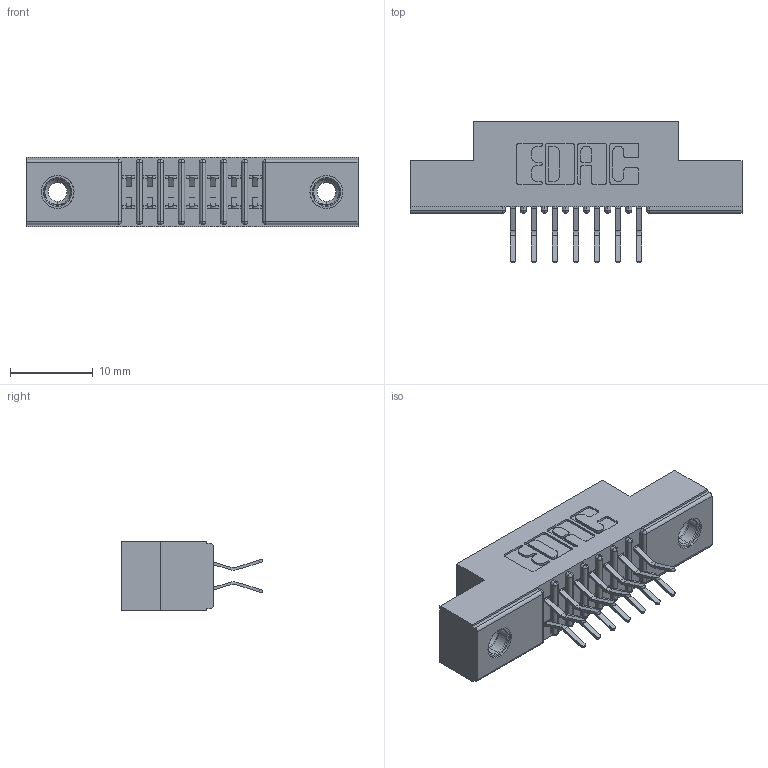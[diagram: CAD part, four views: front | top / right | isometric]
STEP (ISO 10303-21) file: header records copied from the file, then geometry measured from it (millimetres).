
FILE_DESCRIPTION (( 'STEP AP203' ), '1' );
FILE_NAME ('341-014-556-208.STEP', '2018-08-06T15:20:28', ( '' ), ( '' ), 'SwSTEP 2.0', 'SolidWorks 2016', '' );
FILE_SCHEMA (( 'CONFIG_CONTROL_DESIGN' ));
Length unit declared in the file: inch
Products named in the file (4): 341-292-001_341-292-156; 345-250-001_345-250-003-102; 341 Part_.156 (3.96) Dia Mounting Holes; 341-014-556-208
Assembly tree (17 placements, depth 2):
  341-014-556-208
    341 Part_.156 (3.96) Dia Mounting Holes
    341-292-001_341-292-156  x14
    345-250-001_345-250-003-102  x2
Bounding box: 40.01 x 17.07 x 8.38 mm (x, y, z)
Volume: 2316.4 mm3; surface area: 3953.9 mm2
Topology: 17 solids, 17 shells, 1156 faces, 3301 edges, 2138 vertices
Faces by surface type: plane 660, cylinder 452, sphere 16, torus 16, cone 12
Entity records: 14459 total; most frequent: CARTESIAN_POINT 2388, ORIENTED_EDGE 2362, DIRECTION 2357, EDGE_CURVE 1181, VECTOR 907, LINE 907, VERTEX_POINT 756, AXIS2_PLACEMENT_3D 725
